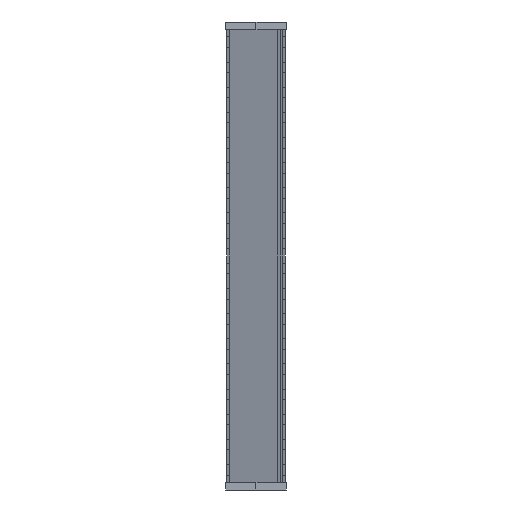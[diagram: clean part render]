
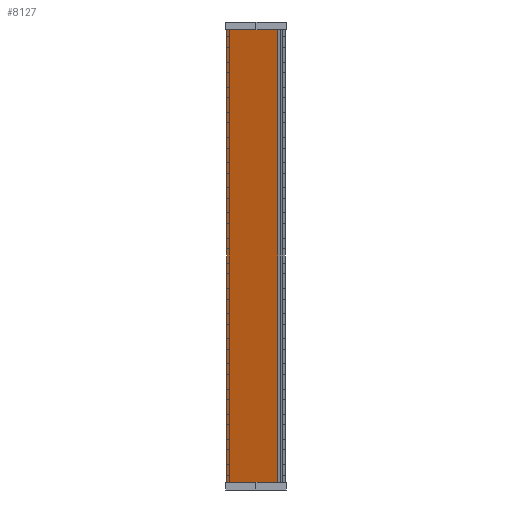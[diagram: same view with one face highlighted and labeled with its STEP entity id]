
A CAD part, left-side view. The second image highlights one B-rep face of the part: STEP entity #8127.
In plain terms, the highlighted planar face has unit normal (-0.94, 0.342, 0).
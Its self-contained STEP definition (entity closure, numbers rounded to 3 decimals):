
#343 = ORIENTED_EDGE ( 'NONE', *, *, #12518, .F. ) ;
#489 = ORIENTED_EDGE ( 'NONE', *, *, #3353, .T. ) ;
#517 = ORIENTED_EDGE ( 'NONE', *, *, #4863, .F. ) ;
#602 = DIRECTION ( 'NONE',  ( 0., 0., 1. ) ) ;
#704 = VERTEX_POINT ( 'NONE', #2415 ) ;
#1256 = DIRECTION ( 'NONE',  ( 0.342, 0.94, 0. ) ) ;
#1331 = VERTEX_POINT ( 'NONE', #7189 ) ;
#1494 = ORIENTED_EDGE ( 'NONE', *, *, #13342, .F. ) ;
#2006 = VECTOR ( 'NONE', #7991, 1000. ) ;
#2081 = EDGE_LOOP ( 'NONE', ( #489, #10166, #517, #343, #1494, #5169, #13008, #12629 ) ) ;
#2287 = VECTOR ( 'NONE', #7110, 1000. ) ;
#2370 = DIRECTION ( 'NONE',  ( 0.342, 0.94, 0. ) ) ;
#2415 = CARTESIAN_POINT ( 'NONE',  ( -6.955, -35.684, -300. ) ) ;
#2683 = CARTESIAN_POINT ( 'NONE',  ( 6.033, 0., 0. ) ) ;
#2763 = VECTOR ( 'NONE', #8593, 1000. ) ;
#2954 = LINE ( 'NONE', #11411, #14889 ) ;
#3145 = DIRECTION ( 'NONE',  ( 0., 0., -1. ) ) ;
#3181 = VERTEX_POINT ( 'NONE', #8762 ) ;
#3314 = EDGE_CURVE ( 'NONE', #704, #3181, #5984, .T. ) ;
#3353 = EDGE_CURVE ( 'NONE', #4194, #3385, #11026, .T. ) ;
#3385 = VERTEX_POINT ( 'NONE', #13294 ) ;
#3393 = EDGE_CURVE ( 'NONE', #3385, #4501, #13642, .T. ) ;
#3879 = LINE ( 'NONE', #11329, #4647 ) ;
#4194 = VERTEX_POINT ( 'NONE', #7351 ) ;
#4207 = DIRECTION ( 'NONE',  ( 0.94, -0.342, 0. ) ) ;
#4287 = CARTESIAN_POINT ( 'NONE',  ( 6.033, 0., -300. ) ) ;
#4357 = FACE_OUTER_BOUND ( 'NONE', #2081, .T. ) ;
#4469 = AXIS2_PLACEMENT_3D ( 'NONE', #7753, #4207, #12281 ) ;
#4501 = VERTEX_POINT ( 'NONE', #13636 ) ;
#4647 = VECTOR ( 'NONE', #3145, 1000. ) ;
#4863 = EDGE_CURVE ( 'NONE', #1331, #4501, #6315, .T. ) ;
#5169 = ORIENTED_EDGE ( 'NONE', *, *, #3314, .T. ) ;
#5856 = CARTESIAN_POINT ( 'NONE',  ( -7.434, -37., 0. ) ) ;
#5984 = LINE ( 'NONE', #8315, #2763 ) ;
#6315 = LINE ( 'NONE', #4287, #9372 ) ;
#7110 = DIRECTION ( 'NONE',  ( -0.342, -0.94, 0. ) ) ;
#7189 = CARTESIAN_POINT ( 'NONE',  ( 6.033, 0., -300. ) ) ;
#7351 = CARTESIAN_POINT ( 'NONE',  ( -6.955, -35.684, 0. ) ) ;
#7753 = CARTESIAN_POINT ( 'NONE',  ( 6.033, 0., -300. ) ) ;
#7991 = DIRECTION ( 'NONE',  ( 0.342, 0.94, 0. ) ) ;
#7996 = LINE ( 'NONE', #8446, #8705 ) ;
#8022 = VECTOR ( 'NONE', #2370, 1000. ) ;
#8127 = ADVANCED_FACE ( 'NONE', ( #4357 ), #12228, .F. ) ;
#8273 = CARTESIAN_POINT ( 'NONE',  ( 6.033, 0., 0. ) ) ;
#8315 = CARTESIAN_POINT ( 'NONE',  ( -7.597, -37.45, -300. ) ) ;
#8446 = CARTESIAN_POINT ( 'NONE',  ( 6.033, 0., -300. ) ) ;
#8593 = DIRECTION ( 'NONE',  ( -0.342, -0.94, 0. ) ) ;
#8705 = VECTOR ( 'NONE', #1256, 1000. ) ;
#8762 = CARTESIAN_POINT ( 'NONE',  ( -7.434, -37., -300. ) ) ;
#9201 = DIRECTION ( 'NONE',  ( 0.342, 0.94, 0. ) ) ;
#9372 = VECTOR ( 'NONE', #602, 1000. ) ;
#9895 = VERTEX_POINT ( 'NONE', #5856 ) ;
#9935 = EDGE_CURVE ( 'NONE', #4194, #9895, #14273, .T. ) ;
#10166 = ORIENTED_EDGE ( 'NONE', *, *, #3393, .T. ) ;
#10710 = VERTEX_POINT ( 'NONE', #11788 ) ;
#11026 = LINE ( 'NONE', #2683, #8022 ) ;
#11054 = CARTESIAN_POINT ( 'NONE',  ( 6.361, 0.9, 0. ) ) ;
#11329 = CARTESIAN_POINT ( 'NONE',  ( -7.434, -37., -300. ) ) ;
#11411 = CARTESIAN_POINT ( 'NONE',  ( 6.033, 0., -300. ) ) ;
#11788 = CARTESIAN_POINT ( 'NONE',  ( 5.075, -2.632, -300. ) ) ;
#12228 = PLANE ( 'NONE',  #4469 ) ;
#12281 = DIRECTION ( 'NONE',  ( 0.342, 0.94, 0. ) ) ;
#12518 = EDGE_CURVE ( 'NONE', #10710, #1331, #2954, .T. ) ;
#12629 = ORIENTED_EDGE ( 'NONE', *, *, #9935, .F. ) ;
#13008 = ORIENTED_EDGE ( 'NONE', *, *, #13671, .F. ) ;
#13294 = CARTESIAN_POINT ( 'NONE',  ( 5.075, -2.632, 0. ) ) ;
#13342 = EDGE_CURVE ( 'NONE', #704, #10710, #7996, .T. ) ;
#13636 = CARTESIAN_POINT ( 'NONE',  ( 6.033, 0., 0. ) ) ;
#13642 = LINE ( 'NONE', #11054, #2006 ) ;
#13671 = EDGE_CURVE ( 'NONE', #9895, #3181, #3879, .T. ) ;
#14273 = LINE ( 'NONE', #8273, #2287 ) ;
#14889 = VECTOR ( 'NONE', #9201, 1000. ) ;
